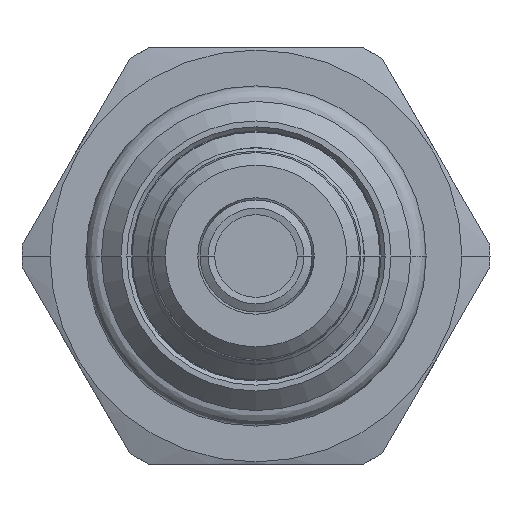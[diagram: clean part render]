
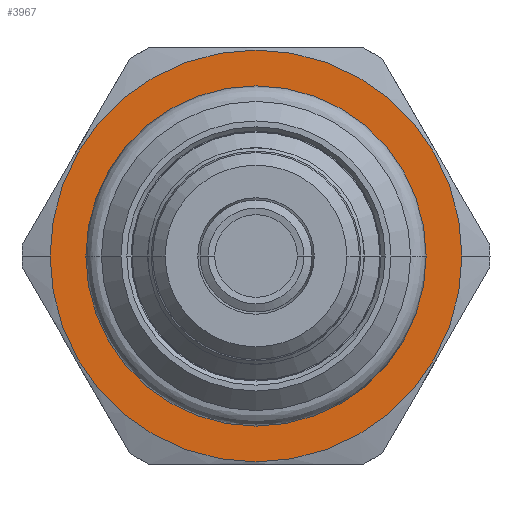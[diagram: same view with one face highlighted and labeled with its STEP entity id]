
A CAD part, front view. The second image highlights one B-rep face of the part: STEP entity #3967.
In plain terms, the highlighted planar face has unit normal (0, -1, 0).
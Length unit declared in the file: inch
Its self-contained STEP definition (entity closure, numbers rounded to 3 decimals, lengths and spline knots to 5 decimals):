
#335=CARTESIAN_POINT('',(0.,1.091,0.));
#336=DIRECTION('',(0.,1.,0.));
#337=DIRECTION('',(1.,0.,0.));
#338=AXIS2_PLACEMENT_3D('',#335,#336,#337);
#340=CARTESIAN_POINT('',(0.,1.091,0.));
#341=DIRECTION('',(0.,-1.,0.));
#342=DIRECTION('',(1.,0.,0.));
#343=AXIS2_PLACEMENT_3D('',#340,#341,#342);
#345=CARTESIAN_POINT('',(0.,1.091,0.));
#346=DIRECTION('',(0.,-1.,0.));
#347=DIRECTION('',(1.,0.,0.));
#348=AXIS2_PLACEMENT_3D('',#345,#346,#347);
#350=CARTESIAN_POINT('',(0.,1.091,0.));
#351=DIRECTION('',(0.,-1.,0.));
#352=DIRECTION('',(-1.,0.,0.));
#353=AXIS2_PLACEMENT_3D('',#350,#351,#352);
#3139=CARTESIAN_POINT('',(0.495,1.091,0.));
#3140=CARTESIAN_POINT('',(-0.495,1.091,0.));
#3141=VERTEX_POINT('',#3139);
#3142=VERTEX_POINT('',#3140);
#3431=CARTESIAN_POINT('',(0.39702,1.091,0.));
#3432=CARTESIAN_POINT('',(-0.39702,1.091,0.));
#3433=VERTEX_POINT('',#3431);
#3434=VERTEX_POINT('',#3432);
#3951=CARTESIAN_POINT('',(0.,1.091,0.));
#3952=DIRECTION('',(0.,1.,0.));
#3953=DIRECTION('',(1.,0.,0.));
#3954=AXIS2_PLACEMENT_3D('',#3951,#3952,#3953);
#3955=PLANE('',#3954);
#3957=ORIENTED_EDGE('',*,*,#3956,.T.);
#3959=ORIENTED_EDGE('',*,*,#3958,.F.);
#3960=EDGE_LOOP('',(#3957,#3959));
#3961=FACE_OUTER_BOUND('',#3960,.F.);
#3962=ORIENTED_EDGE('',*,*,#3941,.T.);
#3964=ORIENTED_EDGE('',*,*,#3963,.T.);
#3965=EDGE_LOOP('',(#3962,#3964));
#3966=FACE_BOUND('',#3965,.F.);
#3967=ADVANCED_FACE('',(#3961,#3966),#3955,.F.);
#339=CIRCLE('',#338,0.495);
#344=CIRCLE('',#343,0.495);
#349=CIRCLE('',#348,0.39702);
#354=CIRCLE('',#353,0.39702);
#3941=EDGE_CURVE('',#3433,#3434,#349,.T.);
#3956=EDGE_CURVE('',#3141,#3142,#339,.T.);
#3958=EDGE_CURVE('',#3141,#3142,#344,.T.);
#3963=EDGE_CURVE('',#3434,#3433,#354,.T.);
